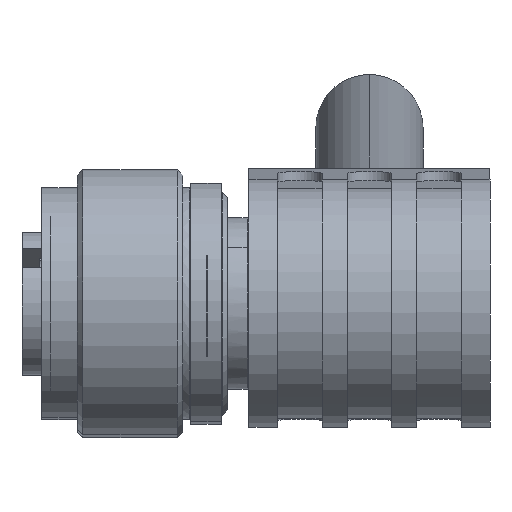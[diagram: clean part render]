
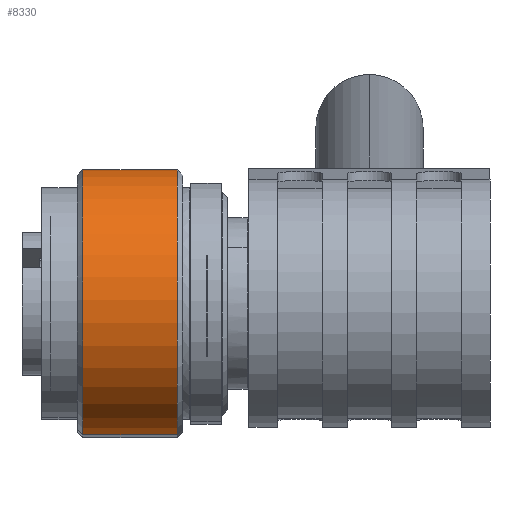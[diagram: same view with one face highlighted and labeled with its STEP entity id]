
A CAD part, top view. The second image highlights one B-rep face of the part: STEP entity #8330.
In plain terms, the highlighted cylindrical face has radius 7.5 mm (diameter 15 mm), a partial arc.
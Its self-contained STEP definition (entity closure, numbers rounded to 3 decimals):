
#1886=CARTESIAN_POINT('',(5.624,0.,0.));
#1887=DIRECTION('',(1.,0.,0.));
#1888=DIRECTION('',(0.,0.98,-0.198));
#1889=AXIS2_PLACEMENT_3D('',#1886,#1887,#1888);
#2077=CARTESIAN_POINT('',(10.924,0.,0.));
#2078=DIRECTION('',(-1.,0.,0.));
#2079=DIRECTION('',(0.,-0.98,0.198));
#2080=AXIS2_PLACEMENT_3D('',#2077,#2078,#2079);
#2086=DIRECTION('',(-1.,0.,0.));
#2087=VECTOR('',#2086,5.3);
#2088=CARTESIAN_POINT('',(10.924,-7.352,1.482));
#2089=LINE('',#2088,#2087);
#2090=DIRECTION('',(1.,0.,0.));
#2091=VECTOR('',#2090,5.3);
#2092=CARTESIAN_POINT('',(5.624,7.352,-1.482));
#2093=LINE('',#2092,#2091);
#4616=CARTESIAN_POINT('',(5.624,7.352,-1.482));
#4617=VERTEX_POINT('',#4616);
#4618=CARTESIAN_POINT('',(5.624,-7.352,1.482));
#4619=VERTEX_POINT('',#4618);
#4620=CARTESIAN_POINT('',(10.924,7.352,-1.482));
#4621=CARTESIAN_POINT('',(10.924,-7.352,1.482));
#4622=VERTEX_POINT('',#4620);
#4623=VERTEX_POINT('',#4621);
#8319=CARTESIAN_POINT('',(11.03,0.,0.));
#8320=DIRECTION('',(-1.,0.,0.));
#8321=DIRECTION('',(0.,0.98,-0.198));
#8322=AXIS2_PLACEMENT_3D('',#8319,#8320,#8321);
#8323=CYLINDRICAL_SURFACE('',#8322,7.5);
#8324=ORIENTED_EDGE('',*,*,#8112,.T.);
#8325=ORIENTED_EDGE('',*,*,#8081,.F.);
#8326=ORIENTED_EDGE('',*,*,#8109,.T.);
#8327=ORIENTED_EDGE('',*,*,#8312,.F.);
#8328=EDGE_LOOP('',(#8324,#8325,#8326,#8327));
#8329=FACE_OUTER_BOUND('',#8328,.F.);
#1890=CIRCLE('',#1889,7.5);
#2081=CIRCLE('',#2080,7.5);
#8081=EDGE_CURVE('',#4617,#4619,#1890,.T.);
#8109=EDGE_CURVE('',#4617,#4622,#2093,.T.);
#8112=EDGE_CURVE('',#4623,#4619,#2089,.T.);
#8312=EDGE_CURVE('',#4623,#4622,#2081,.T.);
#8330=ADVANCED_FACE('',(#8329),#8323,.T.);
